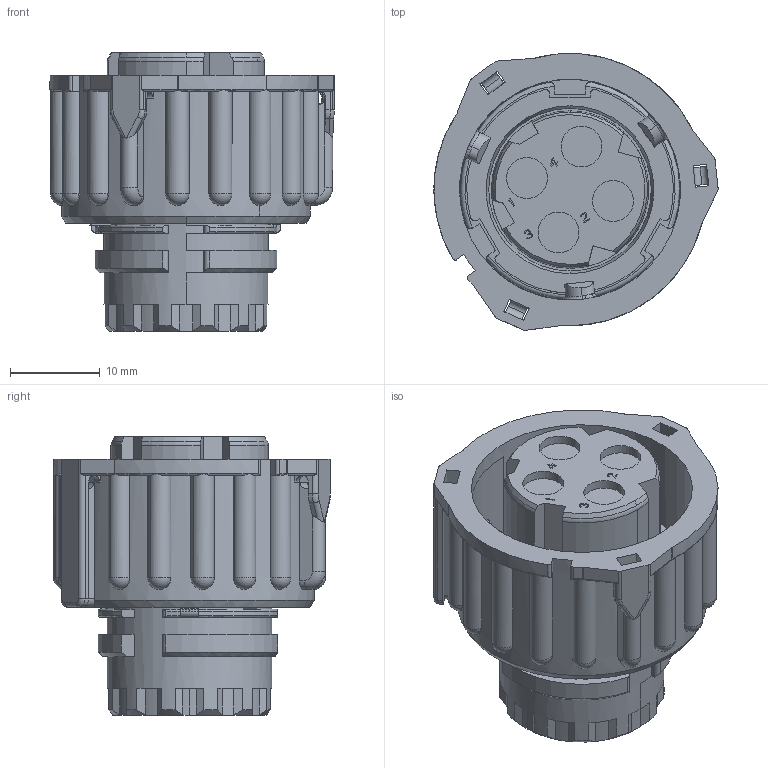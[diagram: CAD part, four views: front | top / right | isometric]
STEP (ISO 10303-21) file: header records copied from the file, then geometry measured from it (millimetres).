
FILE_DESCRIPTION (( 'STEP AP214' ), '1' );
FILE_NAME ('c-1-967325-1-e-3d_Connector.STEP', '2021-10-20T07:35:21', ( '' ), ( '' ), 'SwSTEP 2.0', 'SolidWorks 2020', '' );
FILE_SCHEMA (( 'AUTOMOTIVE_DESIGN' ));
Length unit declared in the file: millimetre
Products named in the file (1): c-1-967325-1-e-3d_Connector
Bounding box: 31.63 x 30.81 x 31 mm (x, y, z)
Volume: 11662.6 mm3; surface area: 7145.8 mm2
Topology: 1 solids, 1 shells, 691 faces, 1937 edges, 1242 vertices
Faces by surface type: plane 352, cylinder 205, torus 68, sphere 27, cone 26, bspline 13
Entity records: 32481 total; most frequent: CARTESIAN_POINT 7110, ORIENTED_EDGE 3814, DIRECTION 3702, EDGE_CURVE 1907, AXIS2_PLACEMENT_3D 1332, VERTEX_POINT 1227, VECTOR 1038, LINE 1038
